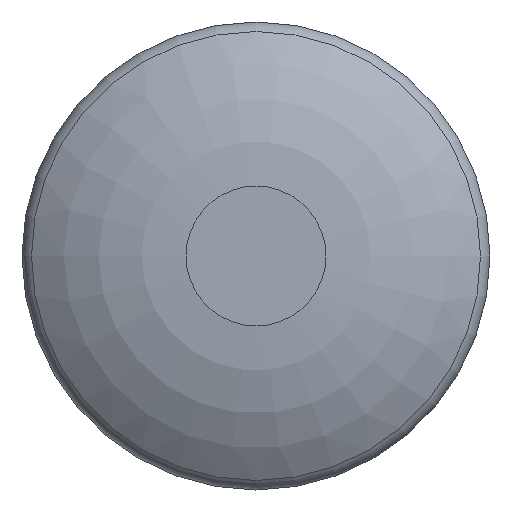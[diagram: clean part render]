
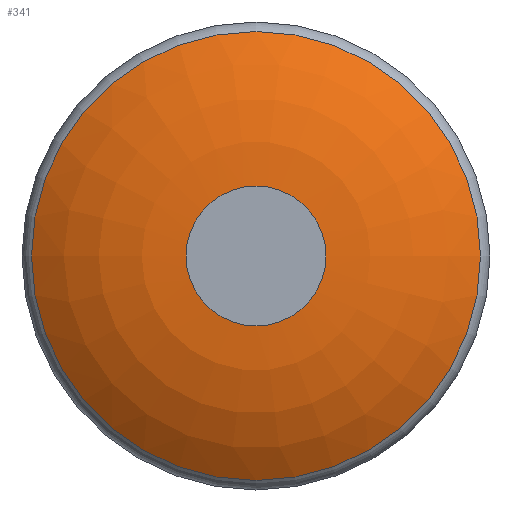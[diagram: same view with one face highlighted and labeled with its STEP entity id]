
A CAD part, left-side view. The second image highlights one B-rep face of the part: STEP entity #341.
In plain terms, the highlighted toroidal (fillet/blend) face has major radius 2.202 mm and minor radius 8.23 mm.
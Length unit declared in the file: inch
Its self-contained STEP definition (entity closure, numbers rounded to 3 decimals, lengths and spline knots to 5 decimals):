
#13 = VERTEX_POINT ( 'NONE', #328 ) ;
#19 = EDGE_CURVE ( 'NONE', #198, #198, #44, .T. ) ;
#22 = ORIENTED_EDGE ( 'NONE', *, *, #19, .T. ) ;
#24 = CARTESIAN_POINT ( 'NONE',  ( 0.203, 0., 0. ) ) ;
#40 = CIRCLE ( 'NONE', #414, 0.27813 ) ;
#44 = CIRCLE ( 'NONE', #183, 0.0867 ) ;
#62 = DIRECTION ( 'NONE',  ( 1., 0., 0. ) ) ;
#64 = DIRECTION ( 'NONE',  ( 0., 1., 0. ) ) ;
#99 = DIRECTION ( 'NONE',  ( 1., 0., 0. ) ) ;
#138 = DIRECTION ( 'NONE',  ( 1., 0., 0. ) ) ;
#153 = FACE_OUTER_BOUND ( 'NONE', #370, .T. ) ;
#167 = EDGE_LOOP ( 'NONE', ( #22 ) ) ;
#174 = DIRECTION ( 'NONE',  ( 0., 1., 0. ) ) ;
#183 = AXIS2_PLACEMENT_3D ( 'NONE', #184, #99, #64 ) ;
#184 = CARTESIAN_POINT ( 'NONE',  ( -0.121, 0., 0. ) ) ;
#190 = ORIENTED_EDGE ( 'NONE', *, *, #356, .F. ) ;
#198 = VERTEX_POINT ( 'NONE', #424 ) ;
#208 = TOROIDAL_SURFACE ( 'NONE', #409, 0.0867, 0.324 ) ;
#328 = CARTESIAN_POINT ( 'NONE',  ( -0.0584, 0.27813, 0. ) ) ;
#341 = ADVANCED_FACE ( 'NONE', ( #347, #153 ), #208, .T. ) ;
#347 = FACE_OUTER_BOUND ( 'NONE', #167, .T. ) ;
#356 = EDGE_CURVE ( 'NONE', #13, #13, #40, .T. ) ;
#364 = DIRECTION ( 'NONE',  ( 0., 1., 0. ) ) ;
#370 = EDGE_LOOP ( 'NONE', ( #190 ) ) ;
#397 = CARTESIAN_POINT ( 'NONE',  ( -0.0584, 0., 0. ) ) ;
#409 = AXIS2_PLACEMENT_3D ( 'NONE', #24, #62, #364 ) ;
#414 = AXIS2_PLACEMENT_3D ( 'NONE', #397, #138, #174 ) ;
#424 = CARTESIAN_POINT ( 'NONE',  ( -0.121, 0.0867, 0. ) ) ;
